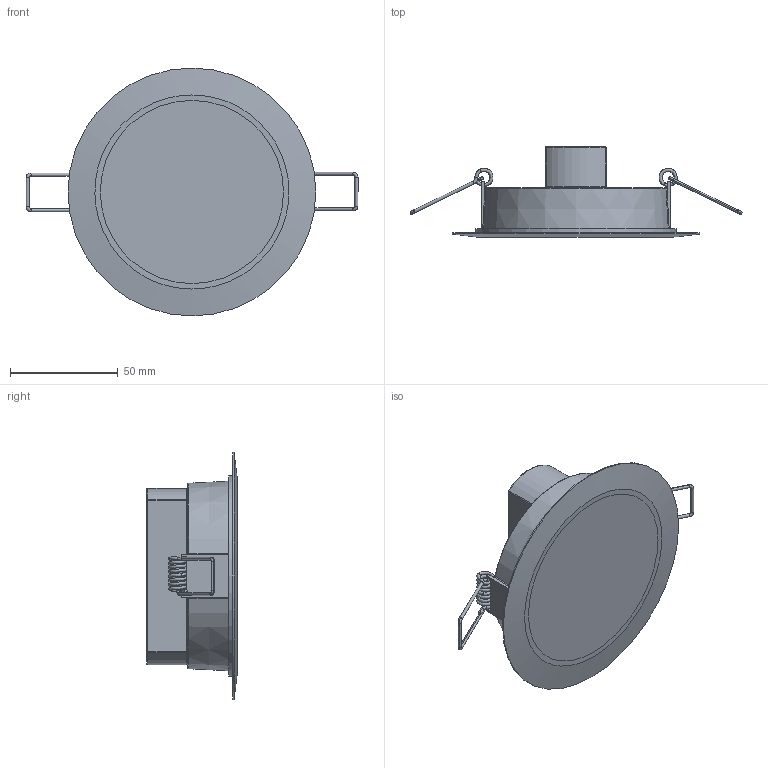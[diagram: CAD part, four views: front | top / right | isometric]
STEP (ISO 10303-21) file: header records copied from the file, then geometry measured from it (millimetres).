
FILE_DESCRIPTION (( 'STEP AP214' ), '1' );
FILE_NAME ('DL_IP44_DN_115.STEP', '2023-06-08T08:10:06', ( '' ), ( '' ), 'SwSTEP 2.0', 'SolidWorks 2020', '' );
FILE_SCHEMA (( 'AUTOMOTIVE_DESIGN' ));
Length unit declared in the file: millimetre
Products named in the file (1): DL_IP44_DN_115
Bounding box: 154.06 x 42 x 115 mm (x, y, z)
Volume: 61046 mm3; surface area: 65420.2 mm2
Topology: 5 solids, 5 shells, 137 faces, 323 edges, 189 vertices
Faces by surface type: plane 45, cylinder 38, bspline 28, torus 18, cone 4, sphere 4
Full cylindrical faces by diameter (mm): 1.4 x2, 85 x2, 93 x1, 115 x1
Entity records: 8856 total; most frequent: CARTESIAN_POINT 4466, ORIENTED_EDGE 570, DIRECTION 568, EDGE_CURVE 285, AXIS2_PLACEMENT_3D 224, VERTEX_POINT 183, EDGE_LOOP 162, FACE_OUTER_BOUND 155
